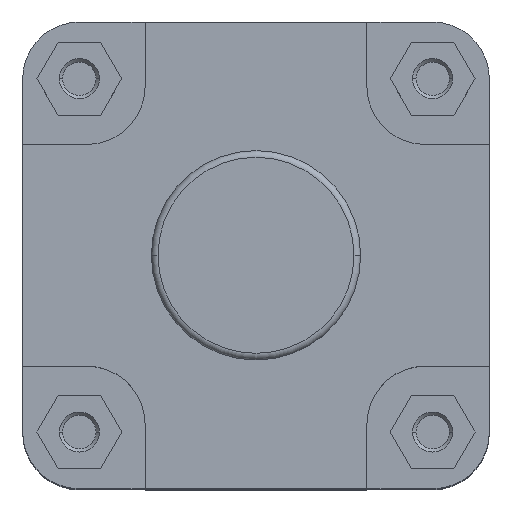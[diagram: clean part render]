
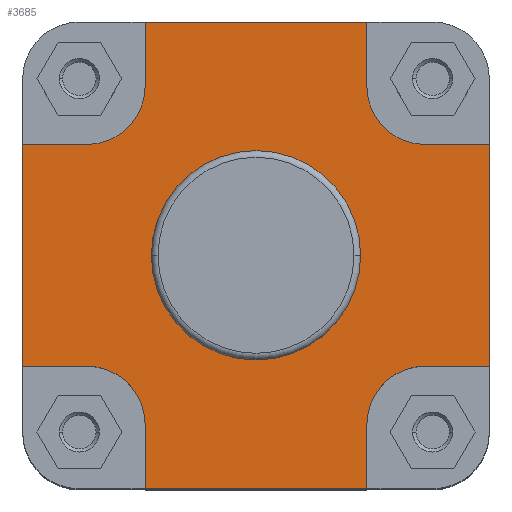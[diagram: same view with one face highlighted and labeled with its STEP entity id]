
A CAD part, top view. The second image highlights one B-rep face of the part: STEP entity #3685.
In plain terms, the highlighted planar face has unit normal (0, 0, 1).
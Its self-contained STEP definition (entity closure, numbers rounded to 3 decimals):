
#13 = ORIENTED_EDGE ( 'NONE', *, *, #1279, .F. ) ;
#14 = ORIENTED_EDGE ( 'NONE', *, *, #1240, .T. ) ;
#19 = ORIENTED_EDGE ( 'NONE', *, *, #1208, .F. ) ;
#20 = ORIENTED_EDGE ( 'NONE', *, *, #1483, .T. ) ;
#23 = ORIENTED_EDGE ( 'NONE', *, *, #7373, .F. ) ;
#28 = ORIENTED_EDGE ( 'NONE', *, *, #1438, .F. ) ;
#30 = ORIENTED_EDGE ( 'NONE', *, *, #1238, .F. ) ;
#32 = ORIENTED_EDGE ( 'NONE', *, *, #1440, .F. ) ;
#34 = ORIENTED_EDGE ( 'NONE', *, *, #1588, .F. ) ;
#35 = ORIENTED_EDGE ( 'NONE', *, *, #1523, .F. ) ;
#38 = ORIENTED_EDGE ( 'NONE', *, *, #1245, .F. ) ;
#42 = ORIENTED_EDGE ( 'NONE', *, *, #1319, .F. ) ;
#43 = ORIENTED_EDGE ( 'NONE', *, *, #1337, .F. ) ;
#49 = ORIENTED_EDGE ( 'NONE', *, *, #1543, .F. ) ;
#53 = ORIENTED_EDGE ( 'NONE', *, *, #1563, .F. ) ;
#55 = ORIENTED_EDGE ( 'NONE', *, *, #1447, .F. ) ;
#57 = ORIENTED_EDGE ( 'NONE', *, *, #1521, .F. ) ;
#59 = ORIENTED_EDGE ( 'NONE', *, *, #1394, .F. ) ;
#1048 = DIRECTION ( 'NONE',  ( 0., 1., 0. ) ) ;
#1053 = CARTESIAN_POINT ( 'NONE',  ( -33.25, 70., -6. ) ) ;
#1208 = EDGE_CURVE ( 'NONE', #2343, #2362, #2566, .T. ) ;
#1238 = EDGE_CURVE ( 'NONE', #2352, #2338, #2634, .T. ) ;
#1240 = EDGE_CURVE ( 'NONE', #2375, #2358, #2635, .T. ) ;
#1245 = EDGE_CURVE ( 'NONE', #2361, #2377, #2645, .T. ) ;
#1279 = EDGE_CURVE ( 'NONE', #2362, #2357, #2695, .T. ) ;
#1319 = EDGE_CURVE ( 'NONE', #1830, #1834, #2768, .T. ) ;
#1337 = EDGE_CURVE ( 'NONE', #2367, #2350, #2788, .T. ) ;
#1394 = EDGE_CURVE ( 'NONE', #2357, #2361, #2898, .T. ) ;
#1438 = EDGE_CURVE ( 'NONE', #2392, #2358, #2962, .T. ) ;
#1440 = EDGE_CURVE ( 'NONE', #2338, #2372, #2966, .T. ) ;
#1447 = EDGE_CURVE ( 'NONE', #2350, #2392, #2978, .T. ) ;
#1483 = EDGE_CURVE ( 'NONE', #2349, #2372, #3019, .T. ) ;
#1521 = EDGE_CURVE ( 'NONE', #2375, #2352, #3062, .T. ) ;
#1523 = EDGE_CURVE ( 'NONE', #2377, #2360, #3066, .T. ) ;
#1543 = EDGE_CURVE ( 'NONE', #2349, #2351, #3094, .T. ) ;
#1563 = EDGE_CURVE ( 'NONE', #2351, #2343, #3123, .T. ) ;
#1588 = EDGE_CURVE ( 'NONE', #2360, #2367, #3155, .T. ) ;
#1649 = AXIS2_PLACEMENT_3D ( 'NONE', #1778, #1777, #1776 ) ;
#1662 = AXIS2_PLACEMENT_3D ( 'NONE', #1795, #1794, #1793 ) ;
#1776 = DIRECTION ( 'NONE',  ( -1., 0., 0. ) ) ;
#1777 = DIRECTION ( 'NONE',  ( 0., 0., 1. ) ) ;
#1778 = CARTESIAN_POINT ( 'NONE',  ( 50.75, 50.75, -6. ) ) ;
#1788 = DIRECTION ( 'NONE',  ( 1., 0., 0. ) ) ;
#1793 = DIRECTION ( 'NONE',  ( -1., 0., 0. ) ) ;
#1794 = DIRECTION ( 'NONE',  ( 0., 0., 1. ) ) ;
#1795 = CARTESIAN_POINT ( 'NONE',  ( -50.75, -50.75, -6. ) ) ;
#1797 = CARTESIAN_POINT ( 'NONE',  ( 0., -70., -6. ) ) ;
#1830 = VERTEX_POINT ( 'NONE', #4773 ) ;
#1834 = VERTEX_POINT ( 'NONE', #4776 ) ;
#2338 = VERTEX_POINT ( 'NONE', #4961 ) ;
#2343 = VERTEX_POINT ( 'NONE', #4966 ) ;
#2349 = VERTEX_POINT ( 'NONE', #4972 ) ;
#2350 = VERTEX_POINT ( 'NONE', #4973 ) ;
#2351 = VERTEX_POINT ( 'NONE', #4974 ) ;
#2352 = VERTEX_POINT ( 'NONE', #4975 ) ;
#2357 = VERTEX_POINT ( 'NONE', #4979 ) ;
#2358 = VERTEX_POINT ( 'NONE', #4980 ) ;
#2360 = VERTEX_POINT ( 'NONE', #4982 ) ;
#2361 = VERTEX_POINT ( 'NONE', #4983 ) ;
#2362 = VERTEX_POINT ( 'NONE', #4984 ) ;
#2367 = VERTEX_POINT ( 'NONE', #4989 ) ;
#2372 = VERTEX_POINT ( 'NONE', #4993 ) ;
#2375 = VERTEX_POINT ( 'NONE', #4996 ) ;
#2377 = VERTEX_POINT ( 'NONE', #4998 ) ;
#2392 = VERTEX_POINT ( 'NONE', #5013 ) ;
#2566 = LINE ( 'NONE', #1053, #2582 ) ;
#2582 = VECTOR ( 'NONE', #1048, 1000. ) ;
#2632 = VECTOR ( 'NONE', #1788, 1000. ) ;
#2634 = CIRCLE ( 'NONE', #1662, 17.5 ) ;
#2635 = LINE ( 'NONE', #1797, #2632 ) ;
#2645 = CIRCLE ( 'NONE', #1649, 17.5 ) ;
#2695 = LINE ( 'NONE', #3881, #2699 ) ;
#2699 = VECTOR ( 'NONE', #3884, 1000. ) ;
#2768 = CIRCLE ( 'NONE', #7598, 31.4 ) ;
#2788 = LINE ( 'NONE', #4012, #2795 ) ;
#2795 = VECTOR ( 'NONE', #4013, 1000. ) ;
#2898 = LINE ( 'NONE', #4128, #2899 ) ;
#2899 = VECTOR ( 'NONE', #4129, 1000. ) ;
#2962 = LINE ( 'NONE', #4215, #2963 ) ;
#2963 = VECTOR ( 'NONE', #4216, 1000. ) ;
#2966 = LINE ( 'NONE', #4220, #2967 ) ;
#2967 = VECTOR ( 'NONE', #4221, 1000. ) ;
#2978 = CIRCLE ( 'NONE', #5147, 17.5 ) ;
#3007 = VECTOR ( 'NONE', #4302, 1000. ) ;
#3019 = LINE ( 'NONE', #4288, #3007 ) ;
#3052 = VECTOR ( 'NONE', #4364, 1000. ) ;
#3062 = LINE ( 'NONE', #4346, #3052 ) ;
#3066 = LINE ( 'NONE', #4368, #3067 ) ;
#3067 = VECTOR ( 'NONE', #4369, 1000. ) ;
#3094 = LINE ( 'NONE', #4410, #3095 ) ;
#3095 = VECTOR ( 'NONE', #4411, 1000. ) ;
#3123 = CIRCLE ( 'NONE', #5178, 17.5 ) ;
#3155 = LINE ( 'NONE', #4493, #3156 ) ;
#3156 = VECTOR ( 'NONE', #4494, 1000. ) ;
#3422 = FACE_BOUND ( 'NONE', #7529, .T. ) ;
#3424 = FACE_OUTER_BOUND ( 'NONE', #7550, .T. ) ;
#3685 = ADVANCED_FACE ( 'NONE', ( #3422, #3424 ), #5800, .F. ) ;
#3881 = CARTESIAN_POINT ( 'NONE',  ( 0., 70., -6. ) ) ;
#3884 = DIRECTION ( 'NONE',  ( 1., 0., 0. ) ) ;
#3961 = CARTESIAN_POINT ( 'NONE',  ( 0., 0., -6. ) ) ;
#3970 = DIRECTION ( 'NONE',  ( 0., 0., 1. ) ) ;
#3971 = DIRECTION ( 'NONE',  ( 1., 0., 0. ) ) ;
#4012 = CARTESIAN_POINT ( 'NONE',  ( 50.75, -33.25, -6. ) ) ;
#4013 = DIRECTION ( 'NONE',  ( -1., 0., 0. ) ) ;
#4128 = CARTESIAN_POINT ( 'NONE',  ( 33.25, 50.75, -6. ) ) ;
#4129 = DIRECTION ( 'NONE',  ( 0., -1., 0. ) ) ;
#4215 = CARTESIAN_POINT ( 'NONE',  ( 33.25, -70., -6. ) ) ;
#4216 = DIRECTION ( 'NONE',  ( 0., -1., 0. ) ) ;
#4220 = CARTESIAN_POINT ( 'NONE',  ( -70., -33.25, -6. ) ) ;
#4221 = DIRECTION ( 'NONE',  ( -1., 0., 0. ) ) ;
#4229 = CARTESIAN_POINT ( 'NONE',  ( 50.75, -50.75, -6. ) ) ;
#4233 = DIRECTION ( 'NONE',  ( 0., 0., 1. ) ) ;
#4234 = DIRECTION ( 'NONE',  ( -1., 0., 0. ) ) ;
#4288 = CARTESIAN_POINT ( 'NONE',  ( -70., -154.141, -6. ) ) ;
#4302 = DIRECTION ( 'NONE',  ( 0., -1., 0. ) ) ;
#4346 = CARTESIAN_POINT ( 'NONE',  ( -33.25, -50.75, -6. ) ) ;
#4364 = DIRECTION ( 'NONE',  ( 0., 1., 0. ) ) ;
#4368 = CARTESIAN_POINT ( 'NONE',  ( 70., 33.25, -6. ) ) ;
#4369 = DIRECTION ( 'NONE',  ( 1., 0., 0. ) ) ;
#4410 = CARTESIAN_POINT ( 'NONE',  ( -50.75, 33.25, -6. ) ) ;
#4411 = DIRECTION ( 'NONE',  ( 1., 0., 0. ) ) ;
#4438 = CARTESIAN_POINT ( 'NONE',  ( -50.75, 50.75, -6. ) ) ;
#4445 = DIRECTION ( 'NONE',  ( 0., 0., 1. ) ) ;
#4446 = DIRECTION ( 'NONE',  ( -1., 0., 0. ) ) ;
#4493 = CARTESIAN_POINT ( 'NONE',  ( 70., -154.141, -6. ) ) ;
#4494 = DIRECTION ( 'NONE',  ( 0., -1., 0. ) ) ;
#4773 = CARTESIAN_POINT ( 'NONE',  ( -31.4, 0., -6. ) ) ;
#4776 = CARTESIAN_POINT ( 'NONE',  ( 31.4, 0., -6. ) ) ;
#4961 = CARTESIAN_POINT ( 'NONE',  ( -50.75, -33.25, -6. ) ) ;
#4966 = CARTESIAN_POINT ( 'NONE',  ( -33.25, 50.75, -6. ) ) ;
#4972 = CARTESIAN_POINT ( 'NONE',  ( -70., 33.25, -6. ) ) ;
#4973 = CARTESIAN_POINT ( 'NONE',  ( 50.75, -33.25, -6. ) ) ;
#4974 = CARTESIAN_POINT ( 'NONE',  ( -50.75, 33.25, -6. ) ) ;
#4975 = CARTESIAN_POINT ( 'NONE',  ( -33.25, -50.75, -6. ) ) ;
#4979 = CARTESIAN_POINT ( 'NONE',  ( 33.25, 70., -6. ) ) ;
#4980 = CARTESIAN_POINT ( 'NONE',  ( 33.25, -70., -6. ) ) ;
#4982 = CARTESIAN_POINT ( 'NONE',  ( 70., 33.25, -6. ) ) ;
#4983 = CARTESIAN_POINT ( 'NONE',  ( 33.25, 50.75, -6. ) ) ;
#4984 = CARTESIAN_POINT ( 'NONE',  ( -33.25, 70., -6. ) ) ;
#4989 = CARTESIAN_POINT ( 'NONE',  ( 70., -33.25, -6. ) ) ;
#4993 = CARTESIAN_POINT ( 'NONE',  ( -70., -33.25, -6. ) ) ;
#4996 = CARTESIAN_POINT ( 'NONE',  ( -33.25, -70., -6. ) ) ;
#4998 = CARTESIAN_POINT ( 'NONE',  ( 50.75, 33.25, -6. ) ) ;
#5013 = CARTESIAN_POINT ( 'NONE',  ( 33.25, -50.75, -6. ) ) ;
#5147 = AXIS2_PLACEMENT_3D ( 'NONE', #4229, #4233, #4234 ) ;
#5178 = AXIS2_PLACEMENT_3D ( 'NONE', #4438, #4445, #4446 ) ;
#5294 = AXIS2_PLACEMENT_3D ( 'NONE', #5799, #5801, #5802 ) ;
#5538 = AXIS2_PLACEMENT_3D ( 'NONE', #6682, #6683, #6684 ) ;
#5799 = CARTESIAN_POINT ( 'NONE',  ( 0., 31.4, -6. ) ) ;
#5800 = PLANE ( 'NONE',  #5294 ) ;
#5801 = DIRECTION ( 'NONE',  ( 0., 0., -1. ) ) ;
#5802 = DIRECTION ( 'NONE',  ( -1., 0., 0. ) ) ;
#6682 = CARTESIAN_POINT ( 'NONE',  ( 0., 0., -6. ) ) ;
#6683 = DIRECTION ( 'NONE',  ( 0., 0., 1. ) ) ;
#6684 = DIRECTION ( 'NONE',  ( 1., 0., 0. ) ) ;
#7158 = CIRCLE ( 'NONE', #5538, 31.4 ) ;
#7373 = EDGE_CURVE ( 'NONE', #1834, #1830, #7158, .T. ) ;
#7529 = EDGE_LOOP ( 'NONE', ( #23, #42 ) ) ;
#7550 = EDGE_LOOP ( 'NONE', ( #20, #32, #30, #57, #14, #28, #55, #43, #34, #35, #38, #59, #13, #19, #53, #49 ) ) ;
#7598 = AXIS2_PLACEMENT_3D ( 'NONE', #3961, #3970, #3971 ) ;
